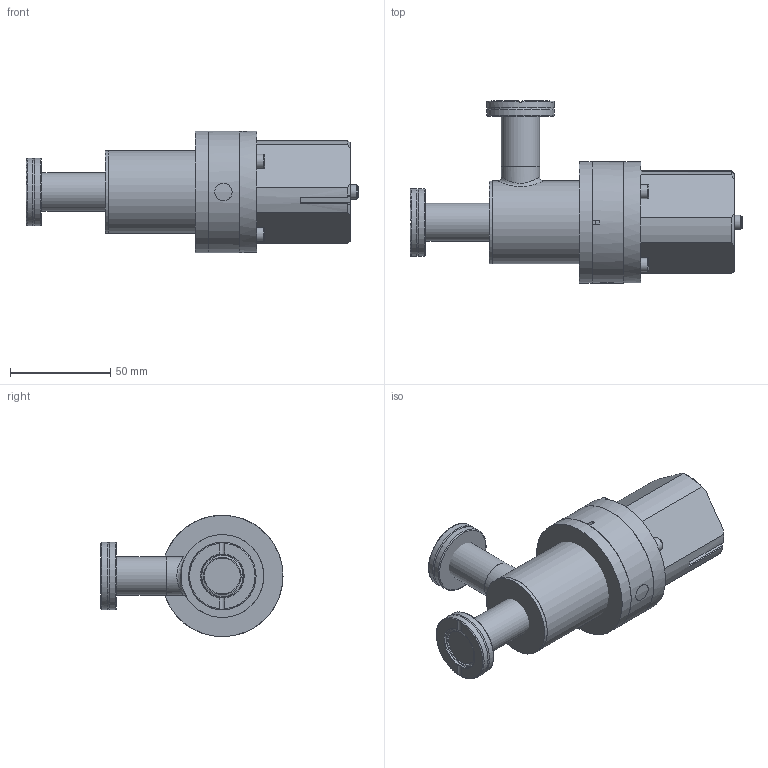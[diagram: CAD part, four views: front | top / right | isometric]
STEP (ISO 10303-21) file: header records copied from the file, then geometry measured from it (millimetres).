
FILE_DESCRIPTION(/* description */ (''),/* implementation_level */ '2;1');
FILE_NAME(/* name */ 'PAV-HV-CF-133-1_包膜.stp',/* time_stamp */ '2016-08-05T16:16:55+08:00',/* author */ ('raccy_lai'),/* organization */ (''),/* preprocessor_version */ 'ST-DEVELOPER v16.1',/* originating_system */ 'Autodesk Inventor 2016',/* authorisation */ '');
FILE_SCHEMA (('AUTOMOTIVE_DESIGN { 1 0 10303 214 3 1 1 }'));
Length unit declared in the file: millimetre
Products named in the file (1): PAV-HV-CF-133-1_包膜
Bounding box: 165.92 x 90.96 x 60.64 mm (x, y, z)
Surface area: 54915.4 mm2 (no closed solid volume)
Topology: 0 solids, 25 shells, 98 faces, 257 edges, 172 vertices
Faces by surface type: plane 45, cylinder 29, torus 13, cone 10, bspline 1
Full cylindrical faces by diameter (mm): 7 x4, 7.1 x1, 19.1 x3, 21.41 x2, 23 x1, 33.7 x4, 41.4 x2, 45.72 x1, 60.64 x3
Entity records: 3203 total; most frequent: CARTESIAN_POINT 910, DIRECTION 452, ORIENTED_EDGE 356, EDGE_CURVE 214, AXIS2_PLACEMENT_3D 190, VERTEX_POINT 163, EDGE_LOOP 132, FACE_OUTER_BOUND 98
